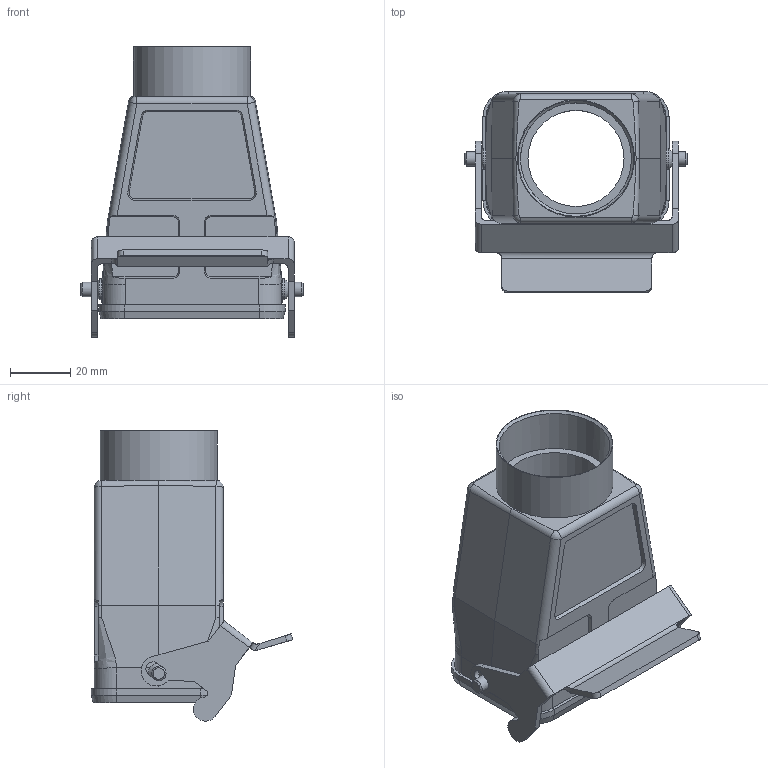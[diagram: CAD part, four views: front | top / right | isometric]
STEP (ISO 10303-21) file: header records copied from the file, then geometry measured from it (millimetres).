
FILE_DESCRIPTION((''),'2;1');
FILE_NAME('04300060753.stp','2020-07-07T15:22:27',('e.eickhoff'),(''),'Autodesk Inventor 2012','Autodesk Inventor 2012','');
FILE_SCHEMA(('AUTOMOTIVE_DESIGN { 1 0 10303 214 1 1 1 1 }'));
Length unit declared in the file: millimetre
Products named in the file (3): 04300060753; Metallbügel 1
Assembly tree (2 placements, depth 2):
  04300060753
    04300060753
    Metallbügel 1
Bounding box: 74 x 67.11 x 96.69 mm (x, y, z)
Volume: 57725.2 mm3; surface area: 40338.8 mm2
Topology: 2 solids, 3 shells, 410 faces, 1064 edges, 683 vertices
Faces by surface type: plane 243, cylinder 105, cone 33, bspline 17, torus 8, sphere 4
Full cylindrical faces by diameter (mm): 3 x4, 4 x2, 4.8 x2, 7 x2, 32 x1, 35 x1, 35.48 x1, 37 x1, 39 x1
Entity records: 13710 total; most frequent: CARTESIAN_POINT 3374, ORIENTED_EDGE 2042, DIRECTION 2028, EDGE_CURVE 1021, AXIS2_PLACEMENT_3D 688, VERTEX_POINT 668, VECTOR 652, LINE 652
